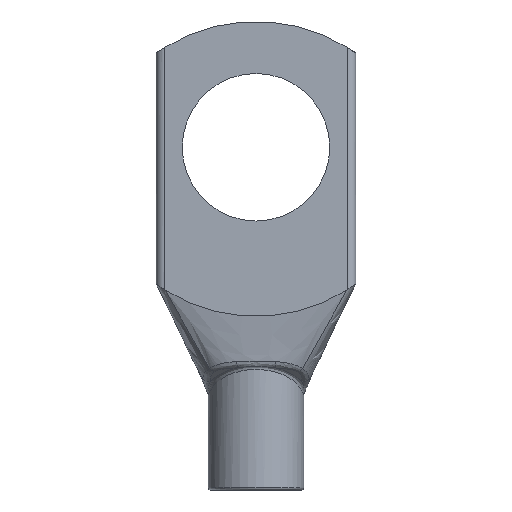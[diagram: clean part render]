
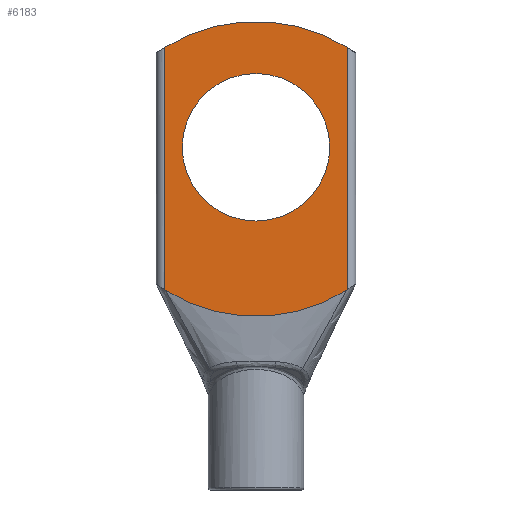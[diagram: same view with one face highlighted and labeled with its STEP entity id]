
A CAD part, front view. The second image highlights one B-rep face of the part: STEP entity #6183.
In plain terms, the highlighted planar face has unit normal (0, -1, 0).
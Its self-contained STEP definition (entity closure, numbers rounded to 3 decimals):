
#5410=CARTESIAN_POINT('',(-10.5,-6.5,23.068));
#5411=VERTEX_POINT('',#5410);
#5589=CARTESIAN_POINT('',(10.5,-6.5,23.068));
#5590=VERTEX_POINT('',#5589);
#5597=CARTESIAN_POINT('',(0.,-6.5,39.5));
#5598=DIRECTION('',(0.,-1.0,0.));
#5599=DIRECTION('',(-0.59,0.,0.808));
#5600=AXIS2_PLACEMENT_3D('',#5597,#5598,#5599);
#5601=CIRCLE('',#5600,19.5);
#5602=EDGE_CURVE('',#5411,#5590,#5601,.T.);
#6116=CARTESIAN_POINT('',(8.5,-6.5,39.5));
#6117=VERTEX_POINT('',#6116);
#6118=CARTESIAN_POINT('',(0.,-6.5,39.5));
#6119=DIRECTION('',(0.0,1.0,0.0));
#6120=DIRECTION('',(-1.0,0.0,0.0));
#6121=AXIS2_PLACEMENT_3D('',#6118,#6119,#6120);
#6122=CIRCLE('',#6121,8.5);
#6123=EDGE_CURVE('',#6117,#6117,#6122,.T.);
#6149=CARTESIAN_POINT('',(11.5,-6.5,20.0));
#6150=DIRECTION('',(0.0,-1.0,0.0));
#6151=DIRECTION('',(0.0,0.0,-1.0));
#6152=AXIS2_PLACEMENT_3D('',#6149,#6150,#6151);
#6153=PLANE('',#6152);
#6154=CARTESIAN_POINT('',(10.5,-6.5,51.022));
#6155=VERTEX_POINT('',#6154);
#6156=CARTESIAN_POINT('',(10.5,-6.5,51.022));
#6157=DIRECTION('',(0.0,0.0,-1.0));
#6158=VECTOR('',#6157,27.954);
#6159=LINE('',#6156,#6158);
#6160=EDGE_CURVE('',#6155,#5590,#6159,.T.);
#6161=ORIENTED_EDGE('',*,*,#6160,.F.);
#6162=CARTESIAN_POINT('',(-10.5,-6.5,51.022));
#6163=VERTEX_POINT('',#6162);
#6164=CARTESIAN_POINT('',(0.,-6.5,34.0));
#6165=DIRECTION('',(0.,-1.0,0.));
#6166=DIRECTION('',(0.575,0.,-0.818));
#6167=AXIS2_PLACEMENT_3D('',#6164,#6165,#6166);
#6168=CIRCLE('',#6167,20.0);
#6169=EDGE_CURVE('',#6155,#6163,#6168,.T.);
#6170=ORIENTED_EDGE('',*,*,#6169,.T.);
#6171=CARTESIAN_POINT('',(-10.5,-6.5,23.068));
#6172=DIRECTION('',(0.0,0.0,1.0));
#6173=VECTOR('',#6172,27.954);
#6174=LINE('',#6171,#6173);
#6175=EDGE_CURVE('',#5411,#6163,#6174,.T.);
#6176=ORIENTED_EDGE('',*,*,#6175,.F.);
#6177=ORIENTED_EDGE('',*,*,#5602,.T.);
#6178=EDGE_LOOP('',(#6161,#6170,#6176,#6177));
#6179=FACE_OUTER_BOUND('',#6178,.T.);
#6180=ORIENTED_EDGE('',*,*,#6123,.T.);
#6181=EDGE_LOOP('',(#6180));
#6182=FACE_BOUND('',#6181,.T.);
#6183=ADVANCED_FACE('',(#6179,#6182),#6153,.T.);
